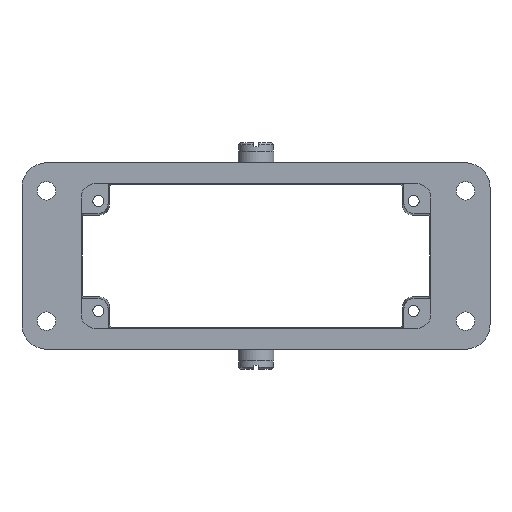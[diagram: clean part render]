
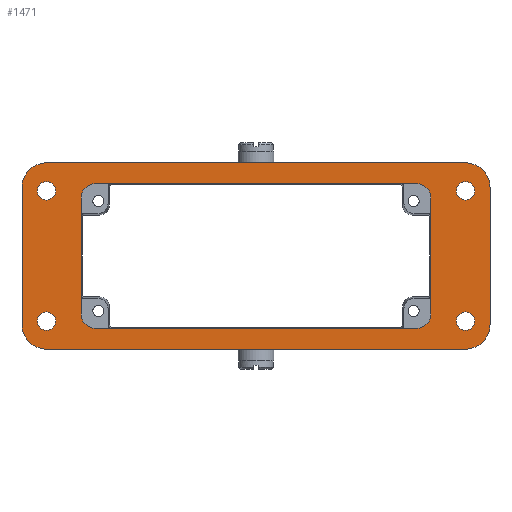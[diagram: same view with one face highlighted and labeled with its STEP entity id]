
A CAD part, front view. The second image highlights one B-rep face of the part: STEP entity #1471.
In plain terms, the highlighted planar face has unit normal (0, -1, 0).
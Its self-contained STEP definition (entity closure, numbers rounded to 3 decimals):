
#189=FACE_BOUND('',#2567,.T.);
#190=FACE_BOUND('',#2568,.T.);
#191=FACE_BOUND('',#2569,.T.);
#192=FACE_BOUND('',#2570,.T.);
#193=FACE_BOUND('',#2571,.T.);
#194=FACE_BOUND('',#2572,.T.);
#1021=CIRCLE('',#8451,2.25);
#1022=CIRCLE('',#8453,2.25);
#1023=CIRCLE('',#8455,2.25);
#1024=CIRCLE('',#8457,2.25);
#1025=CIRCLE('',#8460,3.5);
#1027=CIRCLE('',#8464,3.5);
#1029=CIRCLE('',#8468,3.5);
#1031=CIRCLE('',#8472,3.5);
#1041=CIRCLE('',#8493,6.);
#1043=CIRCLE('',#8497,6.);
#1045=CIRCLE('',#8501,6.);
#1047=CIRCLE('',#8505,6.);
#1049=CIRCLE('',#8508,2.25);
#1050=CIRCLE('',#8509,2.25);
#1051=CIRCLE('',#8510,2.25);
#1052=CIRCLE('',#8511,2.25);
#1471=ADVANCED_FACE('NONE',(#189,#190,#191,#192,#193,#194),#1697,.F.);
#1697=PLANE('',#8512);
#2567=EDGE_LOOP('',(#4645,#4646));
#2568=EDGE_LOOP('',(#4647,#4648));
#2569=EDGE_LOOP('',(#4649,#4650,#4651,#4652,#4653,#4654,#4655,#4656));
#2570=EDGE_LOOP('',(#4657,#4658));
#2571=EDGE_LOOP('',(#4659,#4660));
#2572=EDGE_LOOP('',(#4661,#4662,#4663,#4664,#4665,#4666,#4667,#4668));
#4645=ORIENTED_EDGE('',*,*,#6786,.T.);
#4646=ORIENTED_EDGE('',*,*,#6702,.T.);
#4647=ORIENTED_EDGE('',*,*,#6787,.T.);
#4648=ORIENTED_EDGE('',*,*,#6708,.T.);
#4649=ORIENTED_EDGE('',*,*,#6734,.T.);
#4650=ORIENTED_EDGE('',*,*,#6731,.T.);
#4651=ORIENTED_EDGE('',*,*,#6728,.T.);
#4652=ORIENTED_EDGE('',*,*,#6725,.T.);
#4653=ORIENTED_EDGE('',*,*,#6722,.T.);
#4654=ORIENTED_EDGE('',*,*,#6719,.T.);
#4655=ORIENTED_EDGE('',*,*,#6716,.T.);
#4656=ORIENTED_EDGE('',*,*,#6712,.T.);
#4657=ORIENTED_EDGE('',*,*,#6788,.T.);
#4658=ORIENTED_EDGE('',*,*,#6711,.T.);
#4659=ORIENTED_EDGE('',*,*,#6789,.T.);
#4660=ORIENTED_EDGE('',*,*,#6705,.T.);
#4661=ORIENTED_EDGE('',*,*,#6784,.F.);
#4662=ORIENTED_EDGE('',*,*,#6762,.F.);
#4663=ORIENTED_EDGE('',*,*,#6766,.F.);
#4664=ORIENTED_EDGE('',*,*,#6769,.F.);
#4665=ORIENTED_EDGE('',*,*,#6772,.F.);
#4666=ORIENTED_EDGE('',*,*,#6775,.F.);
#4667=ORIENTED_EDGE('',*,*,#6778,.F.);
#4668=ORIENTED_EDGE('',*,*,#6781,.F.);
#5594=VERTEX_POINT('',#14609);
#5595=VERTEX_POINT('',#14611);
#5596=VERTEX_POINT('',#14615);
#5597=VERTEX_POINT('',#14617);
#5598=VERTEX_POINT('',#14621);
#5599=VERTEX_POINT('',#14623);
#5600=VERTEX_POINT('',#14627);
#5601=VERTEX_POINT('',#14629);
#5602=VERTEX_POINT('',#14633);
#5603=VERTEX_POINT('',#14634);
#5606=VERTEX_POINT('',#14642);
#5608=VERTEX_POINT('',#14648);
#5610=VERTEX_POINT('',#14654);
#5612=VERTEX_POINT('',#14660);
#5614=VERTEX_POINT('',#14666);
#5616=VERTEX_POINT('',#14672);
#5634=VERTEX_POINT('',#14732);
#5635=VERTEX_POINT('',#14733);
#5638=VERTEX_POINT('',#14741);
#5640=VERTEX_POINT('',#14747);
#5642=VERTEX_POINT('',#14753);
#5644=VERTEX_POINT('',#14759);
#5646=VERTEX_POINT('',#14765);
#5648=VERTEX_POINT('',#14771);
#6702=EDGE_CURVE('NONE',#5594,#5595,#1021,.T.);
#6705=EDGE_CURVE('NONE',#5596,#5597,#1022,.T.);
#6708=EDGE_CURVE('NONE',#5598,#5599,#1023,.T.);
#6711=EDGE_CURVE('NONE',#5600,#5601,#1024,.T.);
#6712=EDGE_CURVE('NONE',#5602,#5603,#7287,.T.);
#6716=EDGE_CURVE('NONE',#5606,#5602,#1025,.T.);
#6719=EDGE_CURVE('NONE',#5608,#5606,#7292,.T.);
#6722=EDGE_CURVE('NONE',#5610,#5608,#1027,.T.);
#6725=EDGE_CURVE('NONE',#5612,#5610,#7296,.T.);
#6728=EDGE_CURVE('NONE',#5614,#5612,#1029,.T.);
#6731=EDGE_CURVE('NONE',#5616,#5614,#7300,.T.);
#6734=EDGE_CURVE('NONE',#5603,#5616,#1031,.T.);
#6762=EDGE_CURVE('NONE',#5634,#5635,#7321,.T.);
#6766=EDGE_CURVE('NONE',#5638,#5634,#1041,.T.);
#6769=EDGE_CURVE('NONE',#5640,#5638,#7326,.T.);
#6772=EDGE_CURVE('NONE',#5642,#5640,#1043,.T.);
#6775=EDGE_CURVE('NONE',#5644,#5642,#7330,.T.);
#6778=EDGE_CURVE('NONE',#5646,#5644,#1045,.T.);
#6781=EDGE_CURVE('NONE',#5648,#5646,#7334,.T.);
#6784=EDGE_CURVE('NONE',#5635,#5648,#1047,.T.);
#6786=EDGE_CURVE('NONE',#5595,#5594,#1049,.T.);
#6787=EDGE_CURVE('NONE',#5599,#5598,#1050,.T.);
#6788=EDGE_CURVE('NONE',#5601,#5600,#1051,.T.);
#6789=EDGE_CURVE('NONE',#5597,#5596,#1052,.T.);
#7287=LINE('',#14632,#7817);
#7292=LINE('',#14647,#7822);
#7296=LINE('',#14659,#7826);
#7300=LINE('',#14671,#7830);
#7321=LINE('',#14731,#7851);
#7326=LINE('',#14746,#7856);
#7330=LINE('',#14758,#7860);
#7334=LINE('',#14770,#7864);
#7817=VECTOR('',#10195,1.);
#7822=VECTOR('',#10208,1.);
#7826=VECTOR('',#10220,1.);
#7830=VECTOR('',#10232,1.);
#7851=VECTOR('',#10295,1.);
#7856=VECTOR('',#10308,1.);
#7860=VECTOR('',#10320,1.);
#7864=VECTOR('',#10332,1.);
#8451=AXIS2_PLACEMENT_3D('',#14612,#10173,#10174);
#8453=AXIS2_PLACEMENT_3D('',#14618,#10179,#10180);
#8455=AXIS2_PLACEMENT_3D('',#14624,#10185,#10186);
#8457=AXIS2_PLACEMENT_3D('',#14630,#10191,#10192);
#8460=AXIS2_PLACEMENT_3D('',#14641,#10201,#10202);
#8464=AXIS2_PLACEMENT_3D('',#14653,#10213,#10214);
#8468=AXIS2_PLACEMENT_3D('',#14665,#10225,#10226);
#8472=AXIS2_PLACEMENT_3D('',#14677,#10237,#10238);
#8493=AXIS2_PLACEMENT_3D('',#14740,#10301,#10302);
#8497=AXIS2_PLACEMENT_3D('',#14752,#10313,#10314);
#8501=AXIS2_PLACEMENT_3D('',#14764,#10325,#10326);
#8505=AXIS2_PLACEMENT_3D('',#14776,#10337,#10338);
#8508=AXIS2_PLACEMENT_3D('',#14779,#10343,#10344);
#8509=AXIS2_PLACEMENT_3D('',#14780,#10345,#10346);
#8510=AXIS2_PLACEMENT_3D('',#14781,#10347,#10348);
#8511=AXIS2_PLACEMENT_3D('',#14782,#10349,#10350);
#8512=AXIS2_PLACEMENT_3D('',#14783,#10351,#10352);
#10173=DIRECTION('',(0.,1.,0.));
#10174=DIRECTION('',(-1.,0.,0.));
#10179=DIRECTION('',(0.,1.,0.));
#10180=DIRECTION('',(-1.,0.,0.));
#10185=DIRECTION('',(0.,1.,0.));
#10186=DIRECTION('',(1.,0.,0.));
#10191=DIRECTION('',(0.,1.,0.));
#10192=DIRECTION('',(1.,0.,0.));
#10195=DIRECTION('',(-1.,0.,0.));
#10201=DIRECTION('',(0.,1.,0.));
#10202=DIRECTION('',(-1.,0.,0.));
#10208=DIRECTION('',(0.,0.,-1.));
#10213=DIRECTION('',(0.,1.,0.));
#10214=DIRECTION('',(1.,0.,0.));
#10220=DIRECTION('',(1.,0.,0.));
#10225=DIRECTION('',(0.,1.,0.));
#10226=DIRECTION('',(1.,0.,0.));
#10232=DIRECTION('',(0.,0.,1.));
#10237=DIRECTION('',(0.,1.,0.));
#10238=DIRECTION('',(-1.,0.,0.));
#10295=DIRECTION('',(-1.,0.,0.));
#10301=DIRECTION('',(0.,1.,0.));
#10302=DIRECTION('',(1.,0.,0.));
#10308=DIRECTION('',(0.,0.,-1.));
#10313=DIRECTION('',(0.,1.,0.));
#10314=DIRECTION('',(1.,0.,0.));
#10320=DIRECTION('',(1.,0.,0.));
#10325=DIRECTION('',(0.,1.,0.));
#10326=DIRECTION('',(1.,0.,0.));
#10332=DIRECTION('',(0.,0.,1.));
#10337=DIRECTION('',(0.,1.,0.));
#10338=DIRECTION('',(-1.,0.,0.));
#10343=DIRECTION('',(0.,1.,0.));
#10344=DIRECTION('',(-1.,0.,0.));
#10345=DIRECTION('',(0.,1.,0.));
#10346=DIRECTION('',(1.,0.,0.));
#10347=DIRECTION('',(0.,1.,0.));
#10348=DIRECTION('',(1.,0.,0.));
#10349=DIRECTION('',(0.,1.,0.));
#10350=DIRECTION('',(-1.,0.,0.));
#10351=DIRECTION('',(0.,1.,0.));
#10352=DIRECTION('',(1.,0.,0.));
#14609=CARTESIAN_POINT('',(-49.25,-25.5,-16.));
#14611=CARTESIAN_POINT('',(-53.75,-25.5,-16.));
#14612=CARTESIAN_POINT('',(-51.5,-25.5,-16.));
#14615=CARTESIAN_POINT('',(-49.25,-25.5,16.));
#14617=CARTESIAN_POINT('',(-53.75,-25.5,16.));
#14618=CARTESIAN_POINT('',(-51.5,-25.5,16.));
#14621=CARTESIAN_POINT('',(53.75,-25.5,16.));
#14623=CARTESIAN_POINT('',(49.25,-25.5,16.));
#14624=CARTESIAN_POINT('',(51.5,-25.5,16.));
#14627=CARTESIAN_POINT('',(53.75,-25.5,-16.));
#14629=CARTESIAN_POINT('',(49.25,-25.5,-16.));
#14630=CARTESIAN_POINT('',(51.5,-25.5,-16.));
#14632=CARTESIAN_POINT('',(39.5,-25.5,-17.75));
#14633=CARTESIAN_POINT('',(39.5,-25.5,-17.75));
#14634=CARTESIAN_POINT('',(-39.5,-25.5,-17.75));
#14641=CARTESIAN_POINT('',(39.5,-25.5,-14.25));
#14642=CARTESIAN_POINT('',(43.,-25.5,-14.25));
#14647=CARTESIAN_POINT('',(43.,-25.5,14.25));
#14648=CARTESIAN_POINT('',(43.,-25.5,14.25));
#14653=CARTESIAN_POINT('',(39.5,-25.5,14.25));
#14654=CARTESIAN_POINT('',(39.5,-25.5,17.75));
#14659=CARTESIAN_POINT('',(39.5,-25.5,17.75));
#14660=CARTESIAN_POINT('',(-39.5,-25.5,17.75));
#14665=CARTESIAN_POINT('',(-39.5,-25.5,14.25));
#14666=CARTESIAN_POINT('',(-43.,-25.5,14.25));
#14671=CARTESIAN_POINT('',(-43.,-25.5,14.25));
#14672=CARTESIAN_POINT('',(-43.,-25.5,-14.25));
#14677=CARTESIAN_POINT('',(-39.5,-25.5,-14.25));
#14731=CARTESIAN_POINT('',(51.5,-25.5,-22.9));
#14732=CARTESIAN_POINT('',(51.5,-25.5,-22.9));
#14733=CARTESIAN_POINT('',(-51.5,-25.5,-22.9));
#14740=CARTESIAN_POINT('',(51.5,-25.5,-16.9));
#14741=CARTESIAN_POINT('',(57.5,-25.5,-16.9));
#14746=CARTESIAN_POINT('',(57.5,-25.5,16.9));
#14747=CARTESIAN_POINT('',(57.5,-25.5,16.9));
#14752=CARTESIAN_POINT('',(51.5,-25.5,16.9));
#14753=CARTESIAN_POINT('',(51.5,-25.5,22.9));
#14758=CARTESIAN_POINT('',(51.5,-25.5,22.9));
#14759=CARTESIAN_POINT('',(-51.5,-25.5,22.9));
#14764=CARTESIAN_POINT('',(-51.5,-25.5,16.9));
#14765=CARTESIAN_POINT('',(-57.5,-25.5,16.9));
#14770=CARTESIAN_POINT('',(-57.5,-25.5,16.9));
#14771=CARTESIAN_POINT('',(-57.5,-25.5,-16.9));
#14776=CARTESIAN_POINT('',(-51.5,-25.5,-16.9));
#14779=CARTESIAN_POINT('',(-51.5,-25.5,-16.));
#14780=CARTESIAN_POINT('',(51.5,-25.5,16.));
#14781=CARTESIAN_POINT('',(51.5,-25.5,-16.));
#14782=CARTESIAN_POINT('',(-51.5,-25.5,16.));
#14783=CARTESIAN_POINT('',(-51.5,-25.5,-16.9));
